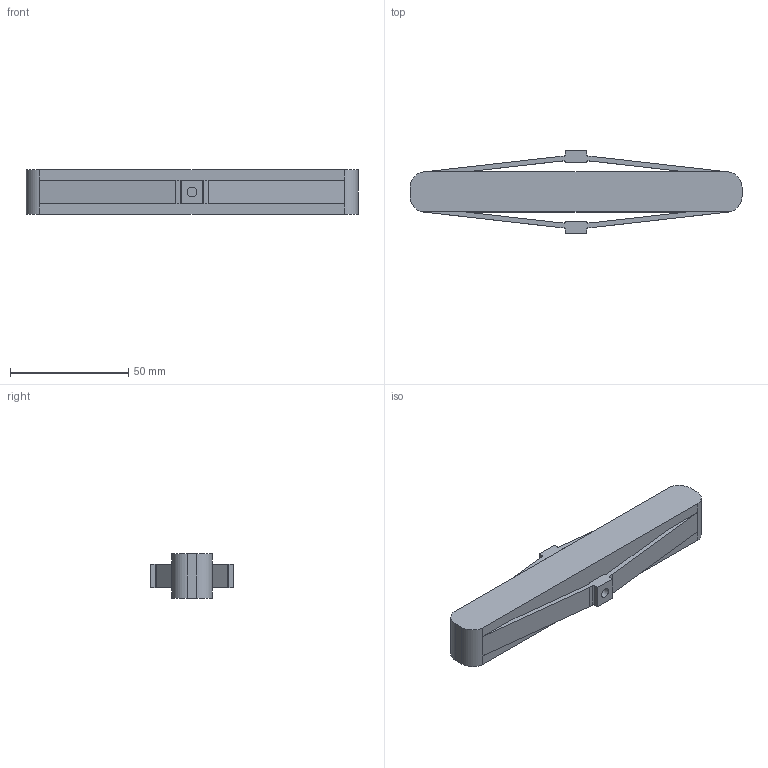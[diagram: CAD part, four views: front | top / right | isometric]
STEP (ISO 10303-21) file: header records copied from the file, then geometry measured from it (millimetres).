
FILE_DESCRIPTION (( 'STEP AP214' ), '1' );
FILE_NAME ('000852-ICD-02.STEP', '2023-11-20T10:48:22', ( '' ), ( '' ), 'SwSTEP 2.0', 'SolidWorks 2021', '' );
FILE_SCHEMA (( 'AUTOMOTIVE_DESIGN' ));
Length unit declared in the file: millimetre
Products named in the file (2): 000852-ICD-02; 000853
Assembly tree (1 placements, depth 2):
  000852-ICD-02
    000853
Bounding box: 140.68 x 35 x 19 mm (x, y, z)
Volume: 49557 mm3; surface area: 15441.3 mm2
Topology: 1 solids, 1 shells, 52 faces, 154 edges, 100 vertices
Faces by surface type: plane 30, cylinder 22
Full cylindrical faces by diameter (mm): 4.2 x2
Entity records: 1832 total; most frequent: CARTESIAN_POINT 308, DIRECTION 308, ORIENTED_EDGE 304, EDGE_CURVE 152, LINE 108, VECTOR 108, VERTEX_POINT 100, AXIS2_PLACEMENT_3D 100
